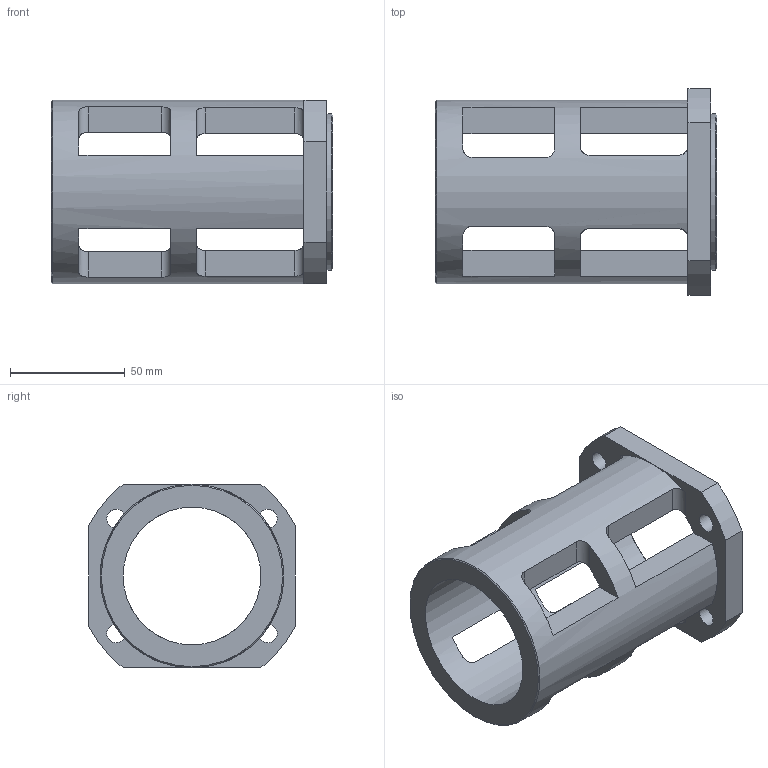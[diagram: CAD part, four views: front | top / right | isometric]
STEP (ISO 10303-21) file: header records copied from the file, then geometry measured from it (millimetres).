
FILE_DESCRIPTION(/* description */ (''),/* implementation_level */ '2;1');
FILE_NAME(/* name */ 'VK CTJ200 80 GESM2428.stp',/* time_stamp */ '2015-08-31T13:06:09+01:00',/* author */ ('Hypex'),/* organization */ ('Hypex'),/* preprocessor_version */ 'ST-DEVELOPER v15.2',/* originating_system */ 'Autodesk Inventor 2014',/* authorisation */ '');
FILE_SCHEMA (('AUTOMOTIVE_DESIGN { 1 0 10303 214 3 1 1 }'));
Length unit declared in the file: millimetre
Products named in the file (1): VK CTJ200 80 GESM2428
Bounding box: 122.5 x 90 x 80 mm (x, y, z)
Volume: 204157.5 mm3; surface area: 58328.8 mm2
Topology: 1 solids, 1 shells, 67 faces, 203 edges, 135 vertices
Faces by surface type: plane 37, cylinder 27, cone 3
Full cylindrical faces by diameter (mm): 8.2 x4, 60 x1, 68 x1, 80 x1
Entity records: 2489 total; most frequent: CARTESIAN_POINT 674, ORIENTED_EDGE 376, DIRECTION 350, EDGE_CURVE 188, VERTEX_POINT 130, AXIS2_PLACEMENT_3D 126, EDGE_LOOP 100, LINE 98
